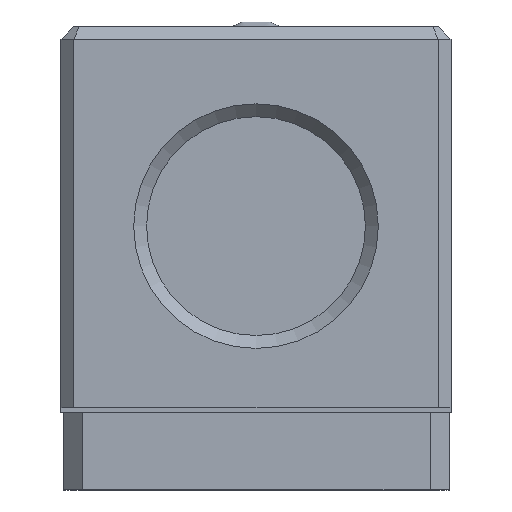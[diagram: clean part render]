
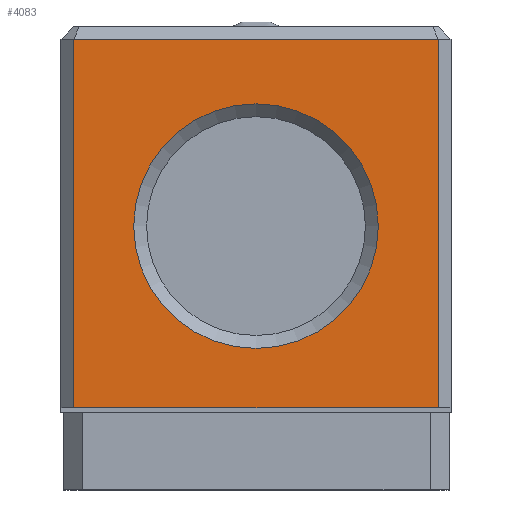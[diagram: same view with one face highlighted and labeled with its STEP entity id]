
A CAD part, front view. The second image highlights one B-rep face of the part: STEP entity #4083.
In plain terms, the highlighted planar face has unit normal (0, -1, 0).
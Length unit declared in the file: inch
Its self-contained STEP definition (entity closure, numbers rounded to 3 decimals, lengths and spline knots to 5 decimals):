
#234 = CARTESIAN_POINT ( 'NONE',  ( -0.55709, -2.1063, 0.01575 ) ) ;
#262 = EDGE_LOOP ( 'NONE', ( #9408, #8657, #6089, #9332 ) ) ;
#363 = LINE ( 'NONE', #2987, #1094 ) ;
#748 = FACE_BOUND ( 'NONE', #8409, .T. ) ;
#868 = DIRECTION ( 'NONE',  ( 0., 0., 1. ) ) ;
#959 = CARTESIAN_POINT ( 'NONE',  ( -0.55709, -2.1063, 0. ) ) ;
#1094 = VECTOR ( 'NONE', #8087, 39.37008 ) ;
#1322 = CARTESIAN_POINT ( 'NONE',  ( 0.55709, -2.1063, 0.01575 ) ) ;
#1959 = VECTOR ( 'NONE', #7379, 39.37008 ) ;
#2256 = VERTEX_POINT ( 'NONE', #1322 ) ;
#2316 = DIRECTION ( 'NONE',  ( 0., 1., 0. ) ) ;
#2506 = EDGE_CURVE ( 'NONE', #5223, #9495, #4972, .T. ) ;
#2987 = CARTESIAN_POINT ( 'NONE',  ( 1.16874, -2.1063, 0.01575 ) ) ;
#3339 = CARTESIAN_POINT ( 'NONE',  ( 0.55709, -2.1063, 1.14173 ) ) ;
#3692 = CARTESIAN_POINT ( 'NONE',  ( 0.55709, -2.1063, 0. ) ) ;
#3766 = VECTOR ( 'NONE', #10398, 39.37008 ) ;
#3775 = VERTEX_POINT ( 'NONE', #8714 ) ;
#3858 = EDGE_CURVE ( 'NONE', #5223, #2256, #3907, .T. ) ;
#3907 = LINE ( 'NONE', #10623, #1959 ) ;
#3992 = CARTESIAN_POINT ( 'NONE',  ( 0.55709, -2.1063, 1.14173 ) ) ;
#4083 = ADVANCED_FACE ( 'NONE', ( #748, #9950 ), #10869, .T. ) ;
#4114 = CIRCLE ( 'NONE', #10422, 0.37402 ) ;
#4460 = VECTOR ( 'NONE', #6723, 39.37008 ) ;
#4970 = VERTEX_POINT ( 'NONE', #234 ) ;
#4972 = LINE ( 'NONE', #3339, #4460 ) ;
#5223 = VERTEX_POINT ( 'NONE', #3992 ) ;
#5472 = EDGE_CURVE ( 'NONE', #3775, #3775, #4114, .T. ) ;
#6089 = ORIENTED_EDGE ( 'NONE', *, *, #10827, .T. ) ;
#6429 = AXIS2_PLACEMENT_3D ( 'NONE', #3692, #10407, #9418 ) ;
#6723 = DIRECTION ( 'NONE',  ( -1., 0., 0. ) ) ;
#7352 = CARTESIAN_POINT ( 'NONE',  ( -0.55709, -2.1063, 1.14173 ) ) ;
#7379 = DIRECTION ( 'NONE',  ( 0., 0., -1. ) ) ;
#7710 = LINE ( 'NONE', #959, #3766 ) ;
#8087 = DIRECTION ( 'NONE',  ( 1., 0., 0. ) ) ;
#8409 = EDGE_LOOP ( 'NONE', ( #9097 ) ) ;
#8657 = ORIENTED_EDGE ( 'NONE', *, *, #10462, .T. ) ;
#8714 = CARTESIAN_POINT ( 'NONE',  ( 0., -2.1063, 0.94488 ) ) ;
#9097 = ORIENTED_EDGE ( 'NONE', *, *, #5472, .T. ) ;
#9332 = ORIENTED_EDGE ( 'NONE', *, *, #3858, .F. ) ;
#9408 = ORIENTED_EDGE ( 'NONE', *, *, #2506, .T. ) ;
#9418 = DIRECTION ( 'NONE',  ( -1., 0., 0. ) ) ;
#9495 = VERTEX_POINT ( 'NONE', #7352 ) ;
#9905 = CARTESIAN_POINT ( 'NONE',  ( 0., -2.1063, 0.57087 ) ) ;
#9950 = FACE_OUTER_BOUND ( 'NONE', #262, .T. ) ;
#10398 = DIRECTION ( 'NONE',  ( 0., 0., -1. ) ) ;
#10407 = DIRECTION ( 'NONE',  ( 0., -1., 0. ) ) ;
#10422 = AXIS2_PLACEMENT_3D ( 'NONE', #9905, #2316, #868 ) ;
#10462 = EDGE_CURVE ( 'NONE', #9495, #4970, #7710, .T. ) ;
#10623 = CARTESIAN_POINT ( 'NONE',  ( 0.55709, -2.1063, 0. ) ) ;
#10827 = EDGE_CURVE ( 'NONE', #4970, #2256, #363, .T. ) ;
#10869 = PLANE ( 'NONE',  #6429 ) ;
